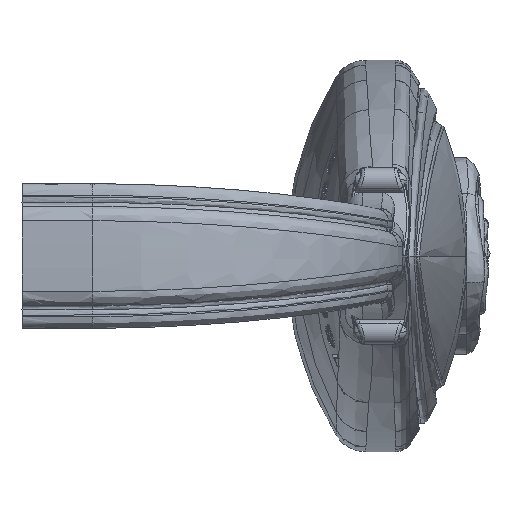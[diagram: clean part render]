
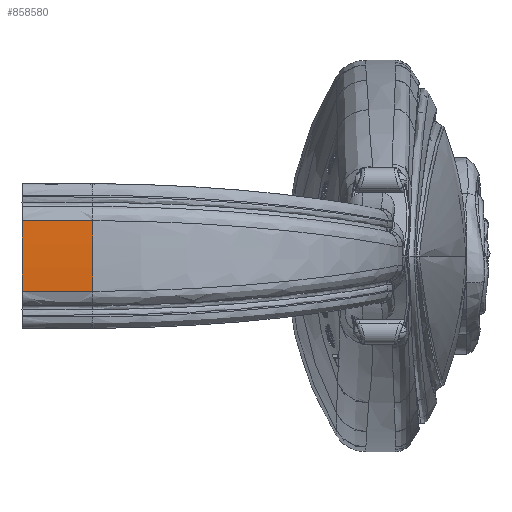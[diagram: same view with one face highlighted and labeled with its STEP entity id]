
A CAD part, left-side view. The second image highlights one B-rep face of the part: STEP entity #858580.
In plain terms, the highlighted toroidal (fillet/blend) face has major radius 150 mm and minor radius 50 mm.
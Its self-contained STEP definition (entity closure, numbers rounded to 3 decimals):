
#838030=CARTESIAN_POINT('',(-31.913,15.828,
-69.311));
#838040=VERTEX_POINT('',#838030);
#838210=CARTESIAN_POINT('',(-31.957,19.991,
-69.318));
#838220=VERTEX_POINT('',#838210);
#838250=CARTESIAN_POINT('',(-31.957,19.991,
-69.318));
#838260=CARTESIAN_POINT('',(-31.957,19.298,
-69.318));
#838270=CARTESIAN_POINT('',(-31.953,18.605,
-69.318));
#838280=CARTESIAN_POINT('',(-31.939,17.267,
-69.315));
#838290=CARTESIAN_POINT('',(-31.929,16.623,
-69.314));
#838300=CARTESIAN_POINT('',(-31.916,15.928,
-69.312));
#838310=CARTESIAN_POINT('',(-31.915,15.878,
-69.311));
#838320=CARTESIAN_POINT('',(-31.913,15.828,
-69.311));
#838330=B_SPLINE_CURVE_WITH_KNOTS('',3,(#838250,#838260,#838270,#838280,
#838290,#838300,#838310,#838320),.UNSPECIFIED.,.F.,.F.,(4,2,2,4),(0.,
0.499,0.964,1.),.UNSPECIFIED.);
#838340=EDGE_CURVE('',#838220,#838040,#838330,.T.);
#858210=CARTESIAN_POINT('',(168.,19.991,
-67.234));
#858220=DIRECTION('',(0.,0.,1.));
#858230=DIRECTION('',(1.,0.,0.));
#858240=AXIS2_PLACEMENT_3D('',#858210,#858220,#858230);
#858250=TOROIDAL_SURFACE('',#858240,150.,50.);
#858260=CARTESIAN_POINT('',(18.,19.991,
-67.234));
#858270=DIRECTION('',(0.,1.,0.));
#858280=DIRECTION('',(1.,0.,0.));
#858290=AXIS2_PLACEMENT_3D('',#858260,#858270,#858280);
#858300=CIRCLE('',#858290,50.);
#858310=CARTESIAN_POINT('',(-31.957,19.991,
-65.15));
#858320=VERTEX_POINT('',#858310);
#858330=EDGE_CURVE('',#838220,#858320,#858300,.T.);
#858340=ORIENTED_EDGE('',*,*,#858330,.F.);
#858350=CARTESIAN_POINT('',(-31.957,19.991,
-65.15));
#858360=CARTESIAN_POINT('',(-31.957,19.298,
-65.15));
#858370=CARTESIAN_POINT('',(-31.953,18.605,
-65.151));
#858380=CARTESIAN_POINT('',(-31.939,17.267,
-65.153));
#858390=CARTESIAN_POINT('',(-31.929,16.623,
-65.155));
#858400=CARTESIAN_POINT('',(-31.916,15.928,
-65.157));
#858410=CARTESIAN_POINT('',(-31.915,15.878,
-65.157));
#858420=CARTESIAN_POINT('',(-31.913,15.828,
-65.157));
#858430=B_SPLINE_CURVE_WITH_KNOTS('',3,(#858350,#858360,#858370,#858380,
#858390,#858400,#858410,#858420),.UNSPECIFIED.,.F.,.F.,(4,2,2,4),(0.,
0.499,0.964,1.),.UNSPECIFIED.);
#858440=CARTESIAN_POINT('',(-31.913,15.828,
-65.157));
#858450=VERTEX_POINT('',#858440);
#858460=EDGE_CURVE('',#858320,#858450,#858430,.T.);
#858470=ORIENTED_EDGE('',*,*,#858460,.F.);
#858480=CARTESIAN_POINT('',(18.033,16.868,
-67.234));
#858490=DIRECTION('',(-0.021,1.,0.));
#858500=DIRECTION('',(1.,0.021,0.));
#858510=AXIS2_PLACEMENT_3D('',#858480,#858490,#858500);
#858520=CIRCLE('',#858510,50.);
#858530=EDGE_CURVE('',#838040,#858450,#858520,.T.);
#858540=ORIENTED_EDGE('',*,*,#858530,.T.);
#858550=ORIENTED_EDGE('',*,*,#838340,.T.);
#858560=EDGE_LOOP('',(#858550,#858540,#858470,#858340));
#858570=FACE_OUTER_BOUND('',#858560,.T.);
#858580=ADVANCED_FACE('',(#858570),#858250,.T.);
